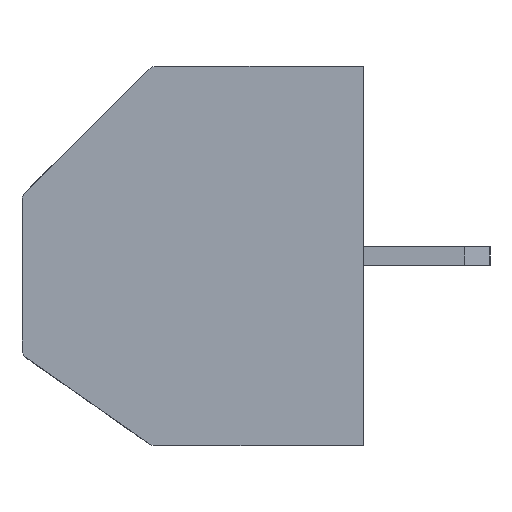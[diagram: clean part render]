
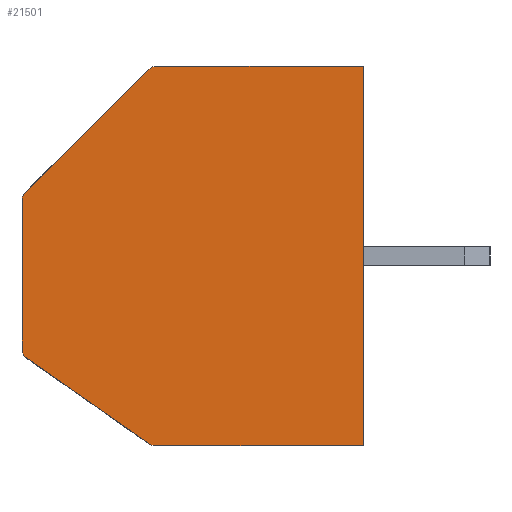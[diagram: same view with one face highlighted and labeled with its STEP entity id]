
A CAD part, left-side view. The second image highlights one B-rep face of the part: STEP entity #21501.
In plain terms, the highlighted planar face has unit normal (-1, 0, 0).
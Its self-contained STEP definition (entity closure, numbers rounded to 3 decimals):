
#8 = DIRECTION ( 'NONE',  ( -1., 0., 0. ) ) ;
#416 = DIRECTION ( 'NONE',  ( 0., 0., -1. ) ) ;
#1884 = ORIENTED_EDGE ( 'NONE', *, *, #12451, .T. ) ;
#1936 = VERTEX_POINT ( 'NONE', #12160 ) ;
#1957 = LINE ( 'NONE', #12145, #9359 ) ;
#2090 = CARTESIAN_POINT ( 'NONE',  ( -3., 10.5, 1.776 ) ) ;
#2174 = ORIENTED_EDGE ( 'NONE', *, *, #35007, .T. ) ;
#2461 = CARTESIAN_POINT ( 'NONE',  ( -3., 6.576, 6. ) ) ;
#3021 = ORIENTED_EDGE ( 'NONE', *, *, #23147, .T. ) ;
#3675 = VECTOR ( 'NONE', #28644, 1000. ) ;
#4534 = EDGE_CURVE ( 'NONE', #9919, #20654, #18178, .T. ) ;
#5275 = CIRCLE ( 'NONE', #9997, 0.3 ) ;
#6069 = DIRECTION ( 'NONE',  ( 0., -0.707, 0.707 ) ) ;
#6444 = EDGE_CURVE ( 'NONE', #11398, #28486, #35205, .T. ) ;
#6954 = CARTESIAN_POINT ( 'NONE',  ( -3., 10.8, 1.776 ) ) ;
#7125 = ORIENTED_EDGE ( 'NONE', *, *, #18826, .T. ) ;
#8041 = EDGE_CURVE ( 'NONE', #30497, #16386, #1957, .T. ) ;
#8591 = AXIS2_PLACEMENT_3D ( 'NONE', #32712, #8, #416 ) ;
#9359 = VECTOR ( 'NONE', #30871, 1000. ) ;
#9481 = CIRCLE ( 'NONE', #11540, 0.3 ) ;
#9919 = VERTEX_POINT ( 'NONE', #38359 ) ;
#9997 = AXIS2_PLACEMENT_3D ( 'NONE', #2090, #15053, #33568 ) ;
#11134 = CARTESIAN_POINT ( 'NONE',  ( -3., 0., 6. ) ) ;
#11398 = VERTEX_POINT ( 'NONE', #28694 ) ;
#11400 = DIRECTION ( 'NONE',  ( 0., 0.819, 0.574 ) ) ;
#11540 = AXIS2_PLACEMENT_3D ( 'NONE', #39999, #27621, #40619 ) ;
#11773 = CARTESIAN_POINT ( 'NONE',  ( -3., 10.672, -3.219 ) ) ;
#11915 = ORIENTED_EDGE ( 'NONE', *, *, #8041, .F. ) ;
#12145 = CARTESIAN_POINT ( 'NONE',  ( -3., 10.8, 6. ) ) ;
#12160 = CARTESIAN_POINT ( 'NONE',  ( -3., 0., -6. ) ) ;
#12451 = EDGE_CURVE ( 'NONE', #9919, #31756, #25283, .T. ) ;
#12522 = CARTESIAN_POINT ( 'NONE',  ( -3., 6.605, -5.7 ) ) ;
#13864 = ORIENTED_EDGE ( 'NONE', *, *, #4534, .F. ) ;
#14363 = ORIENTED_EDGE ( 'NONE', *, *, #6444, .F. ) ;
#14485 = AXIS2_PLACEMENT_3D ( 'NONE', #12522, #19321, #32277 ) ;
#15053 = DIRECTION ( 'NONE',  ( -1., 0., 0. ) ) ;
#15304 = ORIENTED_EDGE ( 'NONE', *, *, #33003, .T. ) ;
#16090 = CIRCLE ( 'NONE', #8591, 0.3 ) ;
#16337 = CARTESIAN_POINT ( 'NONE',  ( -3., 10.8, 6. ) ) ;
#16386 = VERTEX_POINT ( 'NONE', #6954 ) ;
#17031 = CARTESIAN_POINT ( 'NONE',  ( -3., 6.788, 5.912 ) ) ;
#18021 = CARTESIAN_POINT ( 'NONE',  ( -3., 10.8, -6. ) ) ;
#18178 = LINE ( 'NONE', #30959, #37028 ) ;
#18454 = CARTESIAN_POINT ( 'NONE',  ( -3., 0., 6. ) ) ;
#18826 = EDGE_CURVE ( 'NONE', #1936, #39800, #21852, .T. ) ;
#19047 = CARTESIAN_POINT ( 'NONE',  ( -3., 6.605, -6. ) ) ;
#19321 = DIRECTION ( 'NONE',  ( -1., 0., 0. ) ) ;
#19372 = CARTESIAN_POINT ( 'NONE',  ( -3., 10.8, 6. ) ) ;
#19820 = ORIENTED_EDGE ( 'NONE', *, *, #34920, .T. ) ;
#20654 = VERTEX_POINT ( 'NONE', #11773 ) ;
#21501 = ADVANCED_FACE ( 'NONE', ( #23506 ), #39720, .F. ) ;
#21852 = LINE ( 'NONE', #18454, #3675 ) ;
#23147 = EDGE_CURVE ( 'NONE', #31792, #28486, #16090, .T. ) ;
#23292 = DIRECTION ( 'NONE',  ( 0., 0., -1. ) ) ;
#23506 = FACE_OUTER_BOUND ( 'NONE', #39222, .T. ) ;
#23958 = LINE ( 'NONE', #18021, #37893 ) ;
#24631 = EDGE_CURVE ( 'NONE', #31792, #39800, #39369, .T. ) ;
#25283 = CIRCLE ( 'NONE', #14485, 0.3 ) ;
#26066 = DIRECTION ( 'NONE',  ( 1., 0., 0. ) ) ;
#27380 = DIRECTION ( 'NONE',  ( 0., -1., 0. ) ) ;
#27621 = DIRECTION ( 'NONE',  ( -1., 0., 0. ) ) ;
#28486 = VERTEX_POINT ( 'NONE', #17031 ) ;
#28644 = DIRECTION ( 'NONE',  ( 0., 0., 1. ) ) ;
#28694 = CARTESIAN_POINT ( 'NONE',  ( -3., 10.712, 1.988 ) ) ;
#28923 = DIRECTION ( 'NONE',  ( 0., -1., 0. ) ) ;
#30497 = VERTEX_POINT ( 'NONE', #32934 ) ;
#30871 = DIRECTION ( 'NONE',  ( 0., 0., 1. ) ) ;
#30959 = CARTESIAN_POINT ( 'NONE',  ( -3., 10.8, -3.129 ) ) ;
#31756 = VERTEX_POINT ( 'NONE', #19047 ) ;
#31792 = VERTEX_POINT ( 'NONE', #2461 ) ;
#32277 = DIRECTION ( 'NONE',  ( 0., 0., -1. ) ) ;
#32712 = CARTESIAN_POINT ( 'NONE',  ( -3., 6.576, 5.7 ) ) ;
#32934 = CARTESIAN_POINT ( 'NONE',  ( -3., 10.8, -2.973 ) ) ;
#33003 = EDGE_CURVE ( 'NONE', #30497, #20654, #9481, .T. ) ;
#33568 = DIRECTION ( 'NONE',  ( 0., 0., -1. ) ) ;
#34126 = VECTOR ( 'NONE', #28923, 1000. ) ;
#34324 = AXIS2_PLACEMENT_3D ( 'NONE', #16337, #26066, #23292 ) ;
#34920 = EDGE_CURVE ( 'NONE', #31756, #1936, #23958, .T. ) ;
#35007 = EDGE_CURVE ( 'NONE', #11398, #16386, #5275, .T. ) ;
#35205 = LINE ( 'NONE', #35629, #41168 ) ;
#35629 = CARTESIAN_POINT ( 'NONE',  ( -3., 10.8, 1.9 ) ) ;
#37028 = VECTOR ( 'NONE', #11400, 1000. ) ;
#37893 = VECTOR ( 'NONE', #27380, 1000. ) ;
#38359 = CARTESIAN_POINT ( 'NONE',  ( -3., 6.777, -5.946 ) ) ;
#38569 = ORIENTED_EDGE ( 'NONE', *, *, #24631, .F. ) ;
#39222 = EDGE_LOOP ( 'NONE', ( #13864, #1884, #19820, #7125, #38569, #3021, #14363, #2174, #11915, #15304 ) ) ;
#39369 = LINE ( 'NONE', #19372, #34126 ) ;
#39720 = PLANE ( 'NONE',  #34324 ) ;
#39800 = VERTEX_POINT ( 'NONE', #11134 ) ;
#39999 = CARTESIAN_POINT ( 'NONE',  ( -3., 10.5, -2.973 ) ) ;
#40619 = DIRECTION ( 'NONE',  ( 0., 0., -1. ) ) ;
#41168 = VECTOR ( 'NONE', #6069, 1000. ) ;
